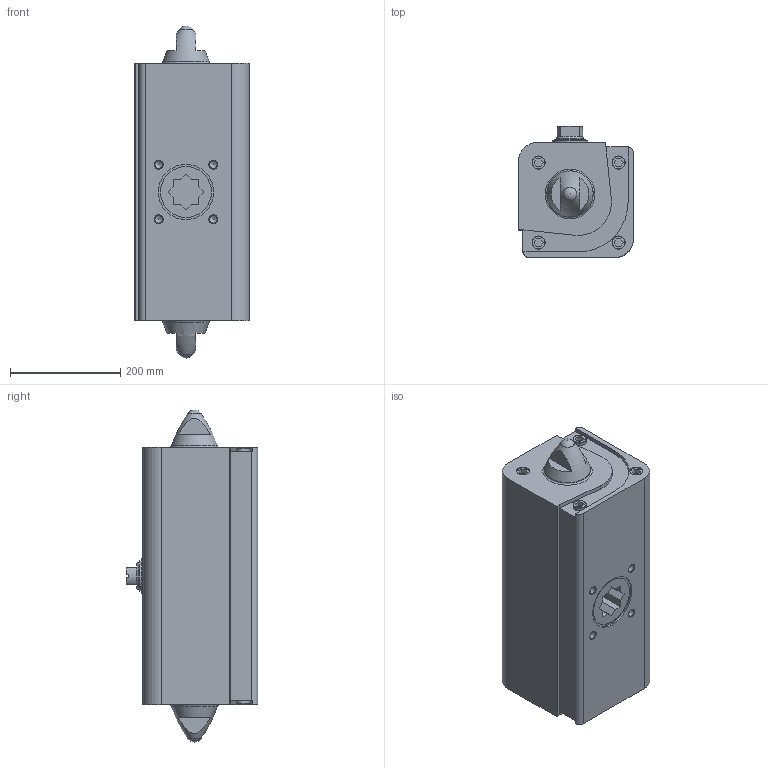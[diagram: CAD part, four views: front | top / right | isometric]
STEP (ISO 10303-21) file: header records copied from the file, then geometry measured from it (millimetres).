
FILE_DESCRIPTION(/* description */ ('STEP AP214'),/* implementation_level */ '2;1');
FILE_NAME(/* name */ '533426_DAPS-1920-090-R-F14',/* time_stamp */ '2024-08-13T17:59:28+02:00',/* author */ ('License CC BY-ND 4.0'),/* organization */ ('CADENAS'),/* preprocessor_version */ 'ST-DEVELOPER v19.3',/* originating_system */ 'PARTsolutions',/* authorisation */ ' ');
FILE_SCHEMA (('AUTOMOTIVE_DESIGN {1 0 10303 214 3 1 1}'));
Length unit declared in the file: millimetre
Products named in the file (3): 533426 DAPS-1920-090-R-F14---0; 533426 DAPS-1920-090-R-F14---(1); 533426 DAPS-1920-090-R-F14---(2)
Assembly tree (2 placements, depth 2):
  533426 DAPS-1920-090-R-F14---0
    533426 DAPS-1920-090-R-F14---(1)
    533426 DAPS-1920-090-R-F14---(2)
Bounding box: 207.7 x 237.7 x 601 mm (x, y, z)
Volume: 19561069.9 mm3; surface area: 608094 mm2
Topology: 2 solids, 2 shells, 237 faces, 586 edges, 376 vertices
Faces by surface type: plane 137, cylinder 52, cone 32, torus 14, sphere 2
Full cylindrical faces by diameter (mm): 4.134 x8, 4.917 x1, 11.445 x2, 13.835 x4, 24 x8, 50 x1, 54.6 x1, 64 x2, 92 x2, 100.2 x1
Entity records: 6458 total; most frequent: CARTESIAN_POINT 1151, DIRECTION 1100, ORIENTED_EDGE 942, EDGE_CURVE 471, AXIS2_PLACEMENT_3D 397, FACE_BOUND 357, VERTEX_POINT 356, EDGE_LOOP 342
